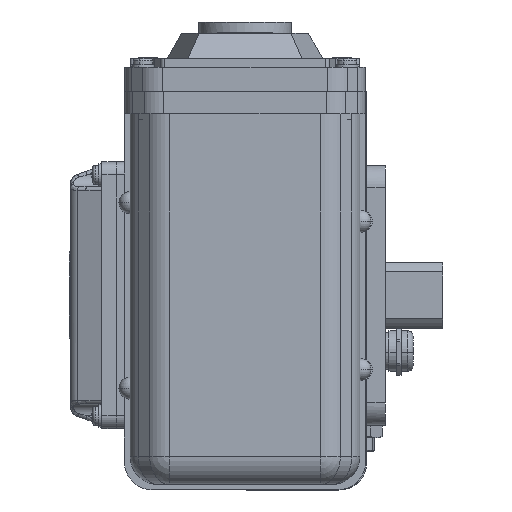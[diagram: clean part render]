
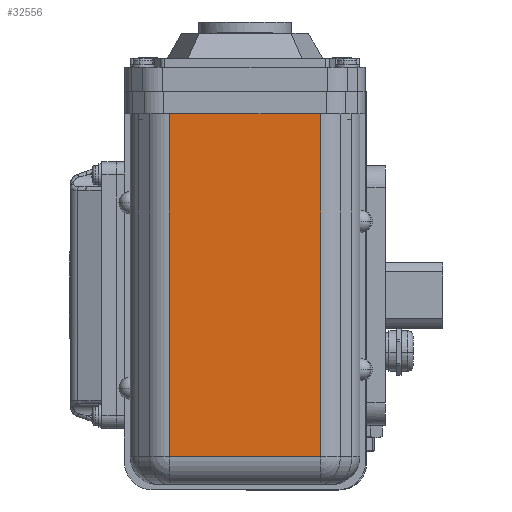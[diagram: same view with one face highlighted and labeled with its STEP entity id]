
A CAD part, left-side view. The second image highlights one B-rep face of the part: STEP entity #32556.
In plain terms, the highlighted planar face has unit normal (-1, 0, 0).
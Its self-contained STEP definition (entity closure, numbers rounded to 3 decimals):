
#26665 = DIRECTION ( 'NONE',  ( 0., 0., 1. ) ) ;
#26666 = CARTESIAN_POINT ( 'NONE',  ( -178., -40.087, 40. ) ) ;
#26667 = LINE ( 'NONE', #26666, #26806 ) ;
#26672 = CARTESIAN_POINT ( 'NONE',  ( -178., -40.087, -87. ) ) ;
#26674 = CARTESIAN_POINT ( 'NONE',  ( -178., 41.487, -87. ) ) ;
#26676 = DIRECTION ( 'NONE',  ( 0., -1., 0. ) ) ;
#26678 = VECTOR ( 'NONE', #26676, 1000. ) ;
#26679 = CARTESIAN_POINT ( 'NONE',  ( -178., -61.3, -87. ) ) ;
#26683 = DIRECTION ( 'NONE',  ( 0., 1., 0. ) ) ;
#26685 = DIRECTION ( 'NONE',  ( -1., 0., 0. ) ) ;
#26687 = CARTESIAN_POINT ( 'NONE',  ( -178., -61.3, 40. ) ) ;
#26688 = LINE ( 'NONE', #26679, #26678 ) ;
#26693 = AXIS2_PLACEMENT_3D ( 'NONE', #26687, #26685, #26683 ) ;
#26694 = PLANE ( 'NONE',  #26693 ) ;
#26696 = FACE_OUTER_BOUND ( 'NONE', #32602, .T. ) ;
#26793 = CARTESIAN_POINT ( 'NONE',  ( -178., 41.487, 98. ) ) ;
#26795 = DIRECTION ( 'NONE',  ( 0., -1., 0. ) ) ;
#26796 = VECTOR ( 'NONE', #26795, 1000. ) ;
#26798 = CARTESIAN_POINT ( 'NONE',  ( -178., -61.3, 98. ) ) ;
#26800 = LINE ( 'NONE', #26798, #26796 ) ;
#26805 = CARTESIAN_POINT ( 'NONE',  ( -178., -40.087, 98. ) ) ;
#26806 = VECTOR ( 'NONE', #26665, 1000. ) ;
#26997 = DIRECTION ( 'NONE',  ( 0., 0., -1. ) ) ;
#26998 = VECTOR ( 'NONE', #26997, 1000. ) ;
#26999 = CARTESIAN_POINT ( 'NONE',  ( -178., 41.487, 40. ) ) ;
#27002 = LINE ( 'NONE', #26999, #26998 ) ;
#32556 = ADVANCED_FACE ( 'NONE', ( #26696 ), #26694, .T. ) ;
#32558 = ORIENTED_EDGE ( 'NONE', *, *, #32560, .T. ) ;
#32560 = EDGE_CURVE ( 'NONE', #32562, #32564, #26688, .T. ) ;
#32562 = VERTEX_POINT ( 'NONE', #26674 ) ;
#32564 = VERTEX_POINT ( 'NONE', #26672 ) ;
#32566 = ORIENTED_EDGE ( 'NONE', *, *, #32568, .T. ) ;
#32568 = EDGE_CURVE ( 'NONE', #32564, #32569, #26667, .T. ) ;
#32569 = VERTEX_POINT ( 'NONE', #26805 ) ;
#32570 = ORIENTED_EDGE ( 'NONE', *, *, #32571, .F. ) ;
#32571 = EDGE_CURVE ( 'NONE', #32572, #32569, #26800, .T. ) ;
#32572 = VERTEX_POINT ( 'NONE', #26793 ) ;
#32575 = ORIENTED_EDGE ( 'NONE', *, *, #32672, .T. ) ;
#32602 = EDGE_LOOP ( 'NONE', ( #32558, #32566, #32570, #32575 ) ) ;
#32672 = EDGE_CURVE ( 'NONE', #32572, #32562, #27002, .T. ) ;
